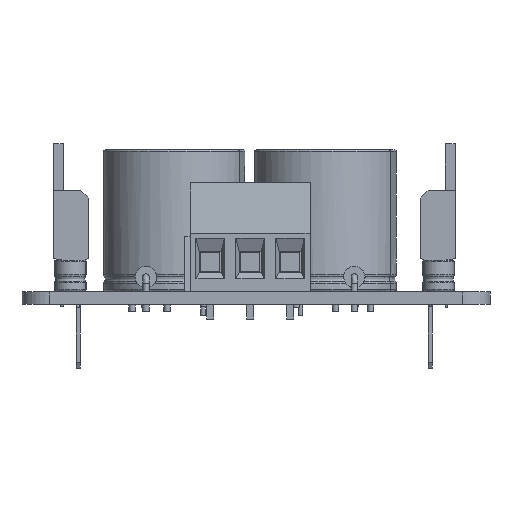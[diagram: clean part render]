
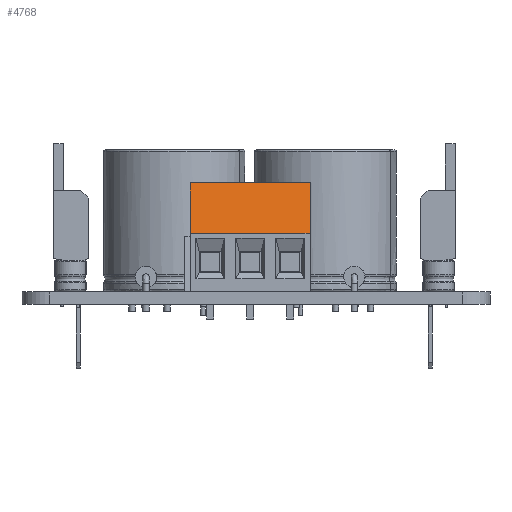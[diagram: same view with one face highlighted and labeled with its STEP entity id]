
A CAD part, left-side view. The second image highlights one B-rep face of the part: STEP entity #4768.
In plain terms, the highlighted free-form (B-spline) face has degree [1, 1] with [2, 2] control points.
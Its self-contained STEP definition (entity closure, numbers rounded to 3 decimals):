
#4494 = EDGE_CURVE('',#4495,#4497,#4499,.T.);
#4495 = VERTEX_POINT('',#4496);
#4496 = CARTESIAN_POINT('',(-2.54,-2.6,13.8));
#4497 = VERTEX_POINT('',#4498);
#4498 = CARTESIAN_POINT('',(-2.54,-4.1,7.4));
#4499 = SURFACE_CURVE('',#4500,(#4503,#4514),.PCURVE_S1.);
#4500 = B_SPLINE_CURVE_WITH_KNOTS('',1,(#4501,#4502),.UNSPECIFIED.,.F.,
  .F.,(2,2),(0.,6.573),.PIECEWISE_BEZIER_KNOTS.);
#4501 = CARTESIAN_POINT('',(-2.54,-2.6,13.8));
#4502 = CARTESIAN_POINT('',(-2.54,-4.1,7.4));
#4503 = PCURVE('',#4504,#4509);
#4504 = B_SPLINE_SURFACE_WITH_KNOTS('',1,1,(
    (#4505,#4506)
    ,(#4507,#4508
    )),.UNSPECIFIED.,.F.,.F.,.F.,(2,2),(2,2),(-6.9,6.9),(-4.9
    ,4.9),.PIECEWISE_BEZIER_KNOTS.);
#4505 = CARTESIAN_POINT('',(-2.54,5.2,0.));
#4506 = CARTESIAN_POINT('',(-2.54,-4.6,0.));
#4507 = CARTESIAN_POINT('',(-2.54,5.2,13.8));
#4508 = CARTESIAN_POINT('',(-2.54,-4.6,13.8));
#4509 = DEFINITIONAL_REPRESENTATION('',(#4510),#4513);
#4510 = B_SPLINE_CURVE_WITH_KNOTS('',1,(#4511,#4512),.UNSPECIFIED.,.F.,
  .F.,(2,2),(0.,6.573),.PIECEWISE_BEZIER_KNOTS.);
#4511 = CARTESIAN_POINT('',(6.9,2.9));
#4512 = CARTESIAN_POINT('',(0.5,4.4));
#4513 = ( GEOMETRIC_REPRESENTATION_CONTEXT(2) 
PARAMETRIC_REPRESENTATION_CONTEXT() REPRESENTATION_CONTEXT('2D SPACE',''
  ) );
#4514 = PCURVE('',#4515,#4520);
#4515 = B_SPLINE_SURFACE_WITH_KNOTS('',1,1,(
    (#4516,#4517)
    ,(#4518,#4519
    )),.UNSPECIFIED.,.F.,.F.,.F.,(2,2),(2,2),(0.,6.573),(-15.24
    ,0.),.PIECEWISE_BEZIER_KNOTS.);
#4516 = CARTESIAN_POINT('',(12.7,-2.6,13.8));
#4517 = CARTESIAN_POINT('',(-2.54,-2.6,13.8));
#4518 = CARTESIAN_POINT('',(12.7,-4.1,7.4));
#4519 = CARTESIAN_POINT('',(-2.54,-4.1,7.4));
#4520 = DEFINITIONAL_REPRESENTATION('',(#4521),#4524);
#4521 = B_SPLINE_CURVE_WITH_KNOTS('',1,(#4522,#4523),.UNSPECIFIED.,.F.,
  .F.,(2,2),(0.,6.573),.PIECEWISE_BEZIER_KNOTS.);
#4522 = CARTESIAN_POINT('',(0.,0.));
#4523 = CARTESIAN_POINT('',(6.573,0.));
#4524 = ( GEOMETRIC_REPRESENTATION_CONTEXT(2) 
PARAMETRIC_REPRESENTATION_CONTEXT() REPRESENTATION_CONTEXT('2D SPACE',''
  ) );
#4540 = B_SPLINE_SURFACE_WITH_KNOTS('',1,1,(
    (#4541,#4542)
    ,(#4543,#4544
    )),.UNSPECIFIED.,.F.,.F.,.F.,(2,2),(2,2),(0.,0.5),(-15.24,0.),
  .PIECEWISE_BEZIER_KNOTS.);
#4541 = CARTESIAN_POINT('',(12.7,-4.1,7.4));
#4542 = CARTESIAN_POINT('',(-2.54,-4.1,7.4));
#4543 = CARTESIAN_POINT('',(12.7,-4.6,7.4));
#4544 = CARTESIAN_POINT('',(-2.54,-4.6,7.4));
#4758 = B_SPLINE_SURFACE_WITH_KNOTS('',1,1,(
    (#4759,#4760)
    ,(#4761,#4762
    )),.UNSPECIFIED.,.F.,.F.,.F.,(2,2),(2,2),(3.,7.8),(-15.24,0.),
  .PIECEWISE_BEZIER_KNOTS.);
#4759 = CARTESIAN_POINT('',(12.7,2.2,13.8));
#4760 = CARTESIAN_POINT('',(-2.54,2.2,13.8));
#4761 = CARTESIAN_POINT('',(12.7,-2.6,13.8));
#4762 = CARTESIAN_POINT('',(-2.54,-2.6,13.8));
#4768 = ADVANCED_FACE('',(#4769),#4515,.F.);
#4769 = FACE_BOUND('',#4770,.F.);
#4770 = EDGE_LOOP('',(#4771,#4791,#4816,#4834));
#4771 = ORIENTED_EDGE('',*,*,#4772,.T.);
#4772 = EDGE_CURVE('',#4495,#4773,#4775,.T.);
#4773 = VERTEX_POINT('',#4774);
#4774 = CARTESIAN_POINT('',(12.7,-2.6,13.8));
#4775 = SURFACE_CURVE('',#4776,(#4779,#4785),.PCURVE_S1.);
#4776 = B_SPLINE_CURVE_WITH_KNOTS('',1,(#4777,#4778),.UNSPECIFIED.,.F.,
  .F.,(2,2),(0.,15.24),.PIECEWISE_BEZIER_KNOTS.);
#4777 = CARTESIAN_POINT('',(-2.54,-2.6,13.8));
#4778 = CARTESIAN_POINT('',(12.7,-2.6,13.8));
#4779 = PCURVE('',#4515,#4780);
#4780 = DEFINITIONAL_REPRESENTATION('',(#4781),#4784);
#4781 = B_SPLINE_CURVE_WITH_KNOTS('',1,(#4782,#4783),.UNSPECIFIED.,.F.,
  .F.,(2,2),(0.,15.24),.PIECEWISE_BEZIER_KNOTS.);
#4782 = CARTESIAN_POINT('',(0.,0.));
#4783 = CARTESIAN_POINT('',(0.,-15.24));
#4784 = ( GEOMETRIC_REPRESENTATION_CONTEXT(2) 
PARAMETRIC_REPRESENTATION_CONTEXT() REPRESENTATION_CONTEXT('2D SPACE',''
  ) );
#4785 = PCURVE('',#4758,#4786);
#4786 = DEFINITIONAL_REPRESENTATION('',(#4787),#4790);
#4787 = B_SPLINE_CURVE_WITH_KNOTS('',1,(#4788,#4789),.UNSPECIFIED.,.F.,
  .F.,(2,2),(0.,15.24),.PIECEWISE_BEZIER_KNOTS.);
#4788 = CARTESIAN_POINT('',(7.8,0.));
#4789 = CARTESIAN_POINT('',(7.8,-15.24));
#4790 = ( GEOMETRIC_REPRESENTATION_CONTEXT(2) 
PARAMETRIC_REPRESENTATION_CONTEXT() REPRESENTATION_CONTEXT('2D SPACE',''
  ) );
#4791 = ORIENTED_EDGE('',*,*,#4792,.T.);
#4792 = EDGE_CURVE('',#4773,#4793,#4795,.T.);
#4793 = VERTEX_POINT('',#4794);
#4794 = CARTESIAN_POINT('',(12.7,-4.1,7.4));
#4795 = SURFACE_CURVE('',#4796,(#4799,#4805),.PCURVE_S1.);
#4796 = B_SPLINE_CURVE_WITH_KNOTS('',1,(#4797,#4798),.UNSPECIFIED.,.F.,
  .F.,(2,2),(0.,6.573),.PIECEWISE_BEZIER_KNOTS.);
#4797 = CARTESIAN_POINT('',(12.7,-2.6,13.8));
#4798 = CARTESIAN_POINT('',(12.7,-4.1,7.4));
#4799 = PCURVE('',#4515,#4800);
#4800 = DEFINITIONAL_REPRESENTATION('',(#4801),#4804);
#4801 = B_SPLINE_CURVE_WITH_KNOTS('',1,(#4802,#4803),.UNSPECIFIED.,.F.,
  .F.,(2,2),(0.,6.573),.PIECEWISE_BEZIER_KNOTS.);
#4802 = CARTESIAN_POINT('',(0.,-15.24));
#4803 = CARTESIAN_POINT('',(6.573,-15.24));
#4804 = ( GEOMETRIC_REPRESENTATION_CONTEXT(2) 
PARAMETRIC_REPRESENTATION_CONTEXT() REPRESENTATION_CONTEXT('2D SPACE',''
  ) );
#4805 = PCURVE('',#4806,#4811);
#4806 = B_SPLINE_SURFACE_WITH_KNOTS('',1,1,(
    (#4807,#4808)
    ,(#4809,#4810
    )),.UNSPECIFIED.,.F.,.F.,.F.,(2,2),(2,2),(-6.9,6.9),(-4.9
    ,4.9),.PIECEWISE_BEZIER_KNOTS.);
#4807 = CARTESIAN_POINT('',(12.7,5.2,0.));
#4808 = CARTESIAN_POINT('',(12.7,-4.6,0.));
#4809 = CARTESIAN_POINT('',(12.7,5.2,13.8));
#4810 = CARTESIAN_POINT('',(12.7,-4.6,13.8));
#4811 = DEFINITIONAL_REPRESENTATION('',(#4812),#4815);
#4812 = B_SPLINE_CURVE_WITH_KNOTS('',1,(#4813,#4814),.UNSPECIFIED.,.F.,
  .F.,(2,2),(0.,6.573),.PIECEWISE_BEZIER_KNOTS.);
#4813 = CARTESIAN_POINT('',(6.9,2.9));
#4814 = CARTESIAN_POINT('',(0.5,4.4));
#4815 = ( GEOMETRIC_REPRESENTATION_CONTEXT(2) 
PARAMETRIC_REPRESENTATION_CONTEXT() REPRESENTATION_CONTEXT('2D SPACE',''
  ) );
#4816 = ORIENTED_EDGE('',*,*,#4817,.F.);
#4817 = EDGE_CURVE('',#4497,#4793,#4818,.T.);
#4818 = SURFACE_CURVE('',#4819,(#4822,#4828),.PCURVE_S1.);
#4819 = B_SPLINE_CURVE_WITH_KNOTS('',1,(#4820,#4821),.UNSPECIFIED.,.F.,
  .F.,(2,2),(0.,15.24),.PIECEWISE_BEZIER_KNOTS.);
#4820 = CARTESIAN_POINT('',(-2.54,-4.1,7.4));
#4821 = CARTESIAN_POINT('',(12.7,-4.1,7.4));
#4822 = PCURVE('',#4515,#4823);
#4823 = DEFINITIONAL_REPRESENTATION('',(#4824),#4827);
#4824 = B_SPLINE_CURVE_WITH_KNOTS('',1,(#4825,#4826),.UNSPECIFIED.,.F.,
  .F.,(2,2),(0.,15.24),.PIECEWISE_BEZIER_KNOTS.);
#4825 = CARTESIAN_POINT('',(6.573,0.));
#4826 = CARTESIAN_POINT('',(6.573,-15.24));
#4827 = ( GEOMETRIC_REPRESENTATION_CONTEXT(2) 
PARAMETRIC_REPRESENTATION_CONTEXT() REPRESENTATION_CONTEXT('2D SPACE',''
  ) );
#4828 = PCURVE('',#4540,#4829);
#4829 = DEFINITIONAL_REPRESENTATION('',(#4830),#4833);
#4830 = B_SPLINE_CURVE_WITH_KNOTS('',1,(#4831,#4832),.UNSPECIFIED.,.F.,
  .F.,(2,2),(0.,15.24),.PIECEWISE_BEZIER_KNOTS.);
#4831 = CARTESIAN_POINT('',(0.,0.));
#4832 = CARTESIAN_POINT('',(0.,-15.24));
#4833 = ( GEOMETRIC_REPRESENTATION_CONTEXT(2) 
PARAMETRIC_REPRESENTATION_CONTEXT() REPRESENTATION_CONTEXT('2D SPACE',''
  ) );
#4834 = ORIENTED_EDGE('',*,*,#4494,.F.);
